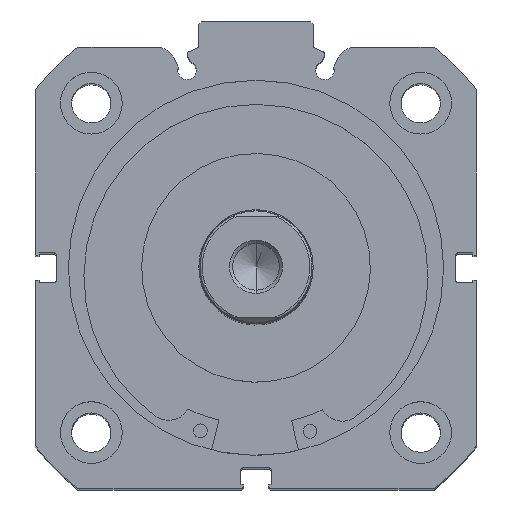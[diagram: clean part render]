
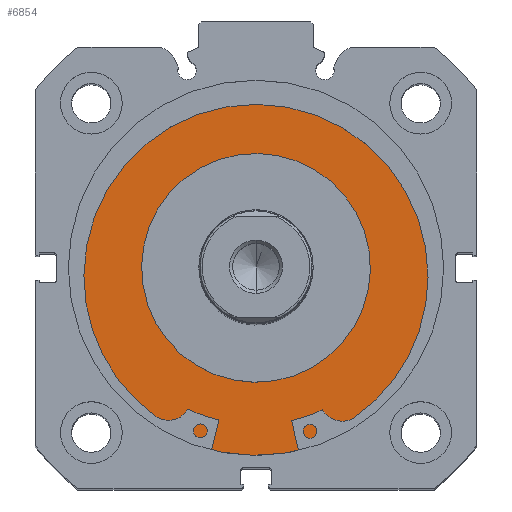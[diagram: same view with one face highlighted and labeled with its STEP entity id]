
A CAD part, top view. The second image highlights one B-rep face of the part: STEP entity #6854.
In plain terms, the highlighted face is planar.
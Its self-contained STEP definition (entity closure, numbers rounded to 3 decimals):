
#326 = EDGE_LOOP ( 'NONE', ( #5561, #5572 ) ) ;
#343 = EDGE_LOOP ( 'NONE', ( #5566, #5581 ) ) ;
#1947 = AXIS2_PLACEMENT_3D ( 'NONE', #3424, #3426, #3427 ) ;
#2120 = AXIS2_PLACEMENT_3D ( 'NONE', #4801, #4802, #4803 ) ;
#2122 = AXIS2_PLACEMENT_3D ( 'NONE', #4814, #4815, #4816 ) ;
#2129 = AXIS2_PLACEMENT_3D ( 'NONE', #4831, #4837, #4838 ) ;
#2130 = AXIS2_PLACEMENT_3D ( 'NONE', #4834, #4839, #4840 ) ;
#2761 = CARTESIAN_POINT ( 'NONE',  ( 4., 0., 41. ) ) ;
#2762 = CARTESIAN_POINT ( 'NONE',  ( 4., 0., -41. ) ) ;
#2767 = CARTESIAN_POINT ( 'NONE',  ( 4., 0., -25. ) ) ;
#2768 = CARTESIAN_POINT ( 'NONE',  ( 4., 0., 25. ) ) ;
#3424 = CARTESIAN_POINT ( 'NONE',  ( 4., 41., 0. ) ) ;
#3425 = PLANE ( 'NONE',  #1947 ) ;
#3426 = DIRECTION ( 'NONE',  ( 1., 0., 0. ) ) ;
#3427 = DIRECTION ( 'NONE',  ( 0., 0., -1. ) ) ;
#3854 = FACE_BOUND ( 'NONE', #343, .T. ) ;
#3858 = FACE_OUTER_BOUND ( 'NONE', #326, .T. ) ;
#4149 = CIRCLE ( 'NONE', #2120, 41. ) ;
#4158 = CIRCLE ( 'NONE', #2122, 25. ) ;
#4168 = CIRCLE ( 'NONE', #2129, 25. ) ;
#4169 = CIRCLE ( 'NONE', #2130, 41. ) ;
#4801 = CARTESIAN_POINT ( 'NONE',  ( 4., 0., 0. ) ) ;
#4802 = DIRECTION ( 'NONE',  ( -1., 0., 0. ) ) ;
#4803 = DIRECTION ( 'NONE',  ( 0., 0., 1. ) ) ;
#4814 = CARTESIAN_POINT ( 'NONE',  ( 4., 0., 0. ) ) ;
#4815 = DIRECTION ( 'NONE',  ( -1., 0., 0. ) ) ;
#4816 = DIRECTION ( 'NONE',  ( 0., 0., 1. ) ) ;
#4831 = CARTESIAN_POINT ( 'NONE',  ( 4., 0., 0. ) ) ;
#4834 = CARTESIAN_POINT ( 'NONE',  ( 4., 0., 0. ) ) ;
#4837 = DIRECTION ( 'NONE',  ( -1., 0., 0. ) ) ;
#4838 = DIRECTION ( 'NONE',  ( 0., 0., 1. ) ) ;
#4839 = DIRECTION ( 'NONE',  ( -1., 0., 0. ) ) ;
#4840 = DIRECTION ( 'NONE',  ( 0., 0., 1. ) ) ;
#5561 = ORIENTED_EDGE ( 'NONE', *, *, #7057, .T. ) ;
#5566 = ORIENTED_EDGE ( 'NONE', *, *, #7063, .F. ) ;
#5572 = ORIENTED_EDGE ( 'NONE', *, *, #7072, .T. ) ;
#5581 = ORIENTED_EDGE ( 'NONE', *, *, #7071, .F. ) ;
#6286 = VERTEX_POINT ( 'NONE', #2761 ) ;
#6287 = VERTEX_POINT ( 'NONE', #2762 ) ;
#6292 = VERTEX_POINT ( 'NONE', #2767 ) ;
#6293 = VERTEX_POINT ( 'NONE', #2768 ) ;
#6854 = ADVANCED_FACE ( 'NONE', ( #3854, #3858 ), #3425, .F. ) ;
#7057 = EDGE_CURVE ( 'NONE', #6286, #6287, #4149, .T. ) ;
#7063 = EDGE_CURVE ( 'NONE', #6293, #6292, #4158, .T. ) ;
#7071 = EDGE_CURVE ( 'NONE', #6292, #6293, #4168, .T. ) ;
#7072 = EDGE_CURVE ( 'NONE', #6287, #6286, #4169, .T. ) ;
